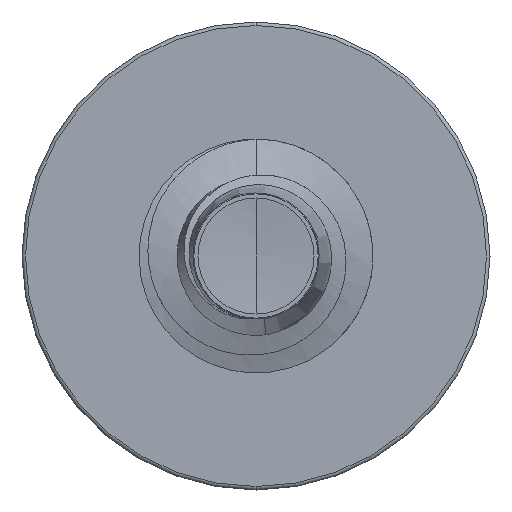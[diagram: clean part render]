
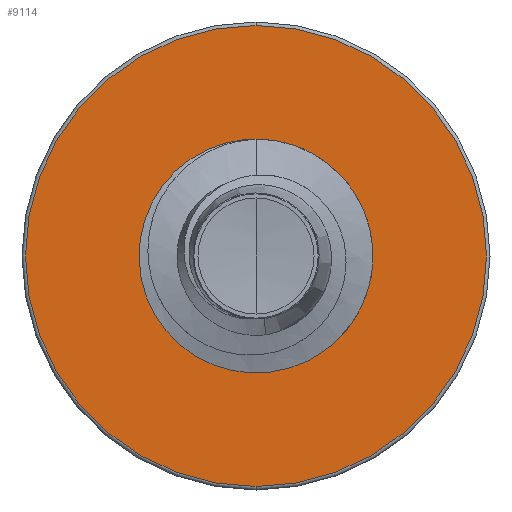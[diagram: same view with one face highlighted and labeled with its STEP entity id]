
A CAD part, front view. The second image highlights one B-rep face of the part: STEP entity #9114.
In plain terms, the highlighted planar face has unit normal (0, -1, 0).
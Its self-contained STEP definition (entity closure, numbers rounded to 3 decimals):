
#5 = CIRCLE ( 'NONE', #165, 2.415 ) ;
#165 = AXIS2_PLACEMENT_3D ( 'NONE', #4459, #4450, #4446 ) ;
#213 = CIRCLE ( 'NONE', #3304, 2.415 ) ;
#269 = CARTESIAN_POINT ( 'NONE',  ( 0., 5., -2.415 ) ) ;
#716 = DIRECTION ( 'NONE',  ( 0., 0., 1. ) ) ;
#735 = DIRECTION ( 'NONE',  ( 0., 1., 0. ) ) ;
#740 = CARTESIAN_POINT ( 'NONE',  ( 0., 5., 0. ) ) ;
#1107 = ORIENTED_EDGE ( 'NONE', *, *, #8699, .F. ) ;
#1113 = CARTESIAN_POINT ( 'NONE',  ( 0., 5., 4.925 ) ) ;
#3304 = AXIS2_PLACEMENT_3D ( 'NONE', #740, #735, #716 ) ;
#3645 = AXIS2_PLACEMENT_3D ( 'NONE', #4348, #3952, #3940 ) ;
#3940 = DIRECTION ( 'NONE',  ( 0., 0., 1. ) ) ;
#3952 = DIRECTION ( 'NONE',  ( 0., 1., 0. ) ) ;
#3969 = PLANE ( 'NONE',  #3645 ) ;
#4188 = AXIS2_PLACEMENT_3D ( 'NONE', #8399, #8391, #8388 ) ;
#4348 = CARTESIAN_POINT ( 'NONE',  ( 0., 5., -2.415 ) ) ;
#4444 = AXIS2_PLACEMENT_3D ( 'NONE', #10545, #10544, #10539 ) ;
#4446 = DIRECTION ( 'NONE',  ( 0., 0., 1. ) ) ;
#4450 = DIRECTION ( 'NONE',  ( 0., 1., 0. ) ) ;
#4459 = CARTESIAN_POINT ( 'NONE',  ( 0., 5., 0. ) ) ;
#4574 = CARTESIAN_POINT ( 'NONE',  ( 0., 5., 2.415 ) ) ;
#4733 = CIRCLE ( 'NONE', #4188, 4.925 ) ;
#5464 = FACE_OUTER_BOUND ( 'NONE', #8839, .T. ) ;
#5935 = CIRCLE ( 'NONE', #4444, 4.925 ) ;
#6114 = VERTEX_POINT ( 'NONE', #10431 ) ;
#6800 = ORIENTED_EDGE ( 'NONE', *, *, #9051, .T. ) ;
#8388 = DIRECTION ( 'NONE',  ( 0., 0., 1. ) ) ;
#8391 = DIRECTION ( 'NONE',  ( 0., 1., 0. ) ) ;
#8399 = CARTESIAN_POINT ( 'NONE',  ( 0., 5., 0. ) ) ;
#8699 = EDGE_CURVE ( 'NONE', #6114, #9341, #5935, .T. ) ;
#8754 = ORIENTED_EDGE ( 'NONE', *, *, #9375, .T. ) ;
#8839 = EDGE_LOOP ( 'NONE', ( #10210, #1107 ) ) ;
#8873 = EDGE_CURVE ( 'NONE', #9341, #6114, #4733, .T. ) ;
#9051 = EDGE_CURVE ( 'NONE', #10750, #10970, #5, .T. ) ;
#9114 = ADVANCED_FACE ( 'NONE', ( #5464, #9287 ), #3969, .F. ) ;
#9287 = FACE_BOUND ( 'NONE', #9304, .T. ) ;
#9304 = EDGE_LOOP ( 'NONE', ( #6800, #8754 ) ) ;
#9341 = VERTEX_POINT ( 'NONE', #1113 ) ;
#9375 = EDGE_CURVE ( 'NONE', #10970, #10750, #213, .T. ) ;
#10210 = ORIENTED_EDGE ( 'NONE', *, *, #8873, .F. ) ;
#10431 = CARTESIAN_POINT ( 'NONE',  ( 0., 5., -4.925 ) ) ;
#10539 = DIRECTION ( 'NONE',  ( 0., 0., 1. ) ) ;
#10544 = DIRECTION ( 'NONE',  ( 0., 1., 0. ) ) ;
#10545 = CARTESIAN_POINT ( 'NONE',  ( 0., 5., 0. ) ) ;
#10750 = VERTEX_POINT ( 'NONE', #4574 ) ;
#10970 = VERTEX_POINT ( 'NONE', #269 ) ;
